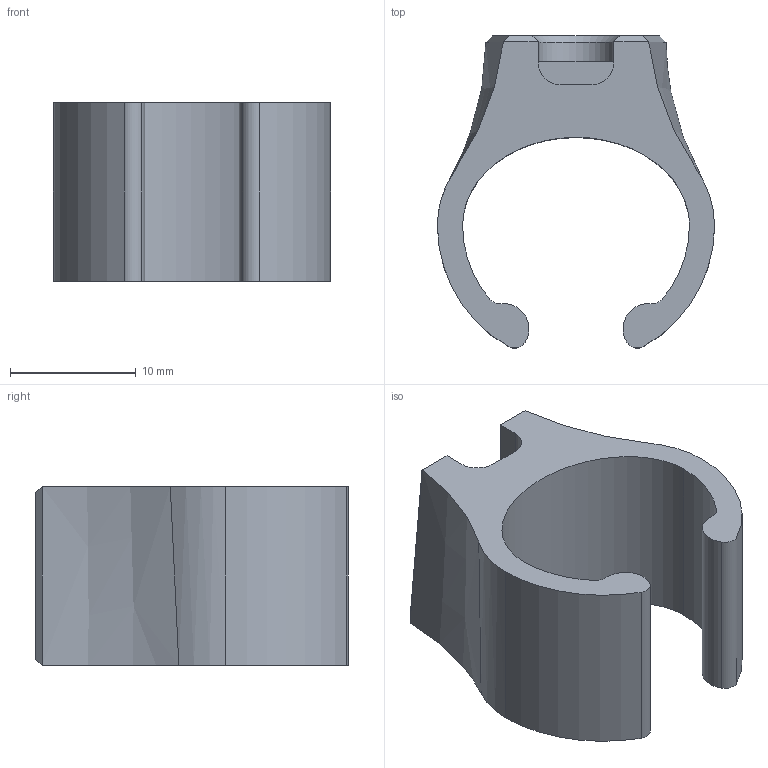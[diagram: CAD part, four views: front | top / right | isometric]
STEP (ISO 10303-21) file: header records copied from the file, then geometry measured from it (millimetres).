
FILE_DESCRIPTION(/* description */ (''),/* implementation_level */ '2;1');
FILE_NAME(/* name */ 'motor_ring_medium.step',/* time_stamp */ '2023-10-25T23:11:14+02:00',/* author */ (''),/* organization */ (''),/* preprocessor_version */ 'ST-DEVELOPER v20',/* originating_system */ 'Autodesk Translation Framework v12.14.0.127',/* authorisation */ '');
FILE_SCHEMA (('AUTOMOTIVE_DESIGN { 1 0 10303 214 3 1 1 }'));
Length unit declared in the file: millimetre
Products named in the file (1): RingLRA V4
Bounding box: 22 x 24.79 x 14.2 mm (x, y, z)
Volume: 2288.9 mm3; surface area: 2432.8 mm2
Topology: 1 solids, 1 shells, 90 faces, 253 edges, 166 vertices
Faces by surface type: bspline 43, plane 33, cylinder 13, cone 1
Entity records: 3414 total; most frequent: CARTESIAN_POINT 1325, ORIENTED_EDGE 506, DIRECTION 300, EDGE_CURVE 253, VERTEX_POINT 166, LINE 138, VECTOR 138, EDGE_LOOP 91
